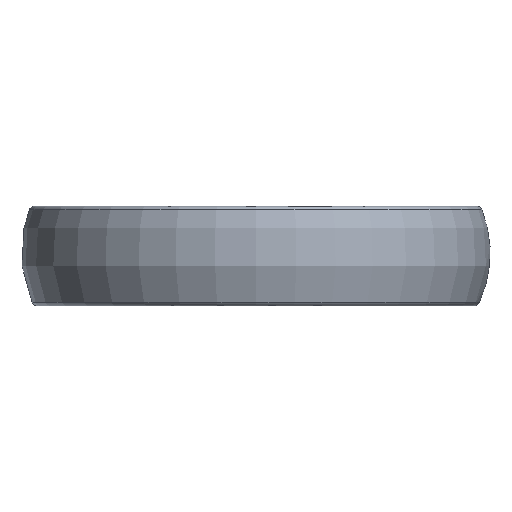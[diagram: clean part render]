
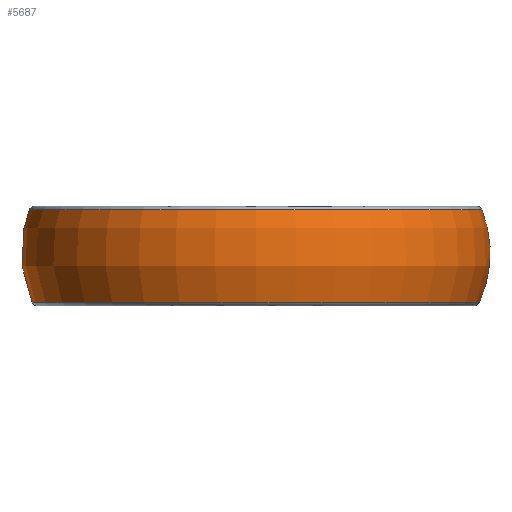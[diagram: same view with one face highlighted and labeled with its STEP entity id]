
A CAD part, front view. The second image highlights one B-rep face of the part: STEP entity #5687.
In plain terms, the highlighted face is a revolution surface.
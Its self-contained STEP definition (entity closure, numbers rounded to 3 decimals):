
#126 = TOROIDAL_SURFACE('',#127,18.832,0.5);
#127 = AXIS2_PLACEMENT_3D('',#128,#129,#130);
#128 = CARTESIAN_POINT('',(0.,0.,3.5));
#129 = DIRECTION('',(0.,0.,1.));
#130 = DIRECTION('',(1.,0.,0.));
#2227 = EDGE_CURVE('',#2228,#2228,#2230,.T.);
#2228 = VERTEX_POINT('',#2229);
#2229 = CARTESIAN_POINT('',(19.297,0.,
    3.684));
#2230 = SURFACE_CURVE('',#2231,(#2236,#2243),.PCURVE_S1.);
#2231 = CIRCLE('',#2232,19.297);
#2232 = AXIS2_PLACEMENT_3D('',#2233,#2234,#2235);
#2233 = CARTESIAN_POINT('',(0.,0.,3.684));
#2234 = DIRECTION('',(0.,0.,-1.));
#2235 = DIRECTION('',(1.,0.,0.));
#2236 = PCURVE('',#126,#2237);
#2237 = DEFINITIONAL_REPRESENTATION('',(#2238),#2242);
#2238 = LINE('',#2239,#2240);
#2239 = CARTESIAN_POINT('',(-0.,0.377));
#2240 = VECTOR('',#2241,1.);
#2241 = DIRECTION('',(-1.,0.));
#2242 = ( GEOMETRIC_REPRESENTATION_CONTEXT(2) 
PARAMETRIC_REPRESENTATION_CONTEXT() REPRESENTATION_CONTEXT('2D SPACE',''
  ) );
#2243 = PCURVE('',#2244,#2253);
#2244 = SURFACE_OF_REVOLUTION('',#2245,#2250);
#2245 = CIRCLE('',#2246,10.);
#2246 = AXIS2_PLACEMENT_3D('',#2247,#2248,#2249);
#2247 = CARTESIAN_POINT('',(10.,0.,0.));
#2248 = DIRECTION('',(0.,-1.,0.));
#2249 = DIRECTION('',(1.,0.,0.));
#2250 = AXIS1_PLACEMENT('',#2251,#2252);
#2251 = CARTESIAN_POINT('',(0.,0.,0.));
#2252 = DIRECTION('',(0.,0.,-1.));
#2253 = DEFINITIONAL_REPRESENTATION('',(#2254),#2258);
#2254 = LINE('',#2255,#2256);
#2255 = CARTESIAN_POINT('',(0.,6.66));
#2256 = VECTOR('',#2257,1.);
#2257 = DIRECTION('',(1.,0.));
#2258 = ( GEOMETRIC_REPRESENTATION_CONTEXT(2) 
PARAMETRIC_REPRESENTATION_CONTEXT() REPRESENTATION_CONTEXT('2D SPACE',''
  ) );
#5687 = ADVANCED_FACE('',(#5688),#2244,.F.);
#5688 = FACE_BOUND('',#5689,.F.);
#5689 = EDGE_LOOP('',(#5690,#5719,#5741,#5742));
#5690 = ORIENTED_EDGE('',*,*,#5691,.T.);
#5691 = EDGE_CURVE('',#5692,#5692,#5694,.T.);
#5692 = VERTEX_POINT('',#5693);
#5693 = CARTESIAN_POINT('',(19.07,0.,
    -4.211));
#5694 = SURFACE_CURVE('',#5695,(#5700,#5707),.PCURVE_S1.);
#5695 = CIRCLE('',#5696,19.07);
#5696 = AXIS2_PLACEMENT_3D('',#5697,#5698,#5699);
#5697 = CARTESIAN_POINT('',(0.,0.,-4.211));
#5698 = DIRECTION('',(0.,0.,-1.));
#5699 = DIRECTION('',(1.,0.,0.));
#5700 = PCURVE('',#2244,#5701);
#5701 = DEFINITIONAL_REPRESENTATION('',(#5702),#5706);
#5702 = LINE('',#5703,#5704);
#5703 = CARTESIAN_POINT('',(0.,5.849));
#5704 = VECTOR('',#5705,1.);
#5705 = DIRECTION('',(1.,0.));
#5706 = ( GEOMETRIC_REPRESENTATION_CONTEXT(2) 
PARAMETRIC_REPRESENTATION_CONTEXT() REPRESENTATION_CONTEXT('2D SPACE',''
  ) );
#5707 = PCURVE('',#5708,#5713);
#5708 = TOROIDAL_SURFACE('',#5709,18.617,0.5);
#5709 = AXIS2_PLACEMENT_3D('',#5710,#5711,#5712);
#5710 = CARTESIAN_POINT('',(0.,0.,-4.));
#5711 = DIRECTION('',(0.,0.,1.));
#5712 = DIRECTION('',(1.,0.,0.));
#5713 = DEFINITIONAL_REPRESENTATION('',(#5714),#5718);
#5714 = LINE('',#5715,#5716);
#5715 = CARTESIAN_POINT('',(0.,5.849));
#5716 = VECTOR('',#5717,1.);
#5717 = DIRECTION('',(-1.,0.));
#5718 = ( GEOMETRIC_REPRESENTATION_CONTEXT(2) 
PARAMETRIC_REPRESENTATION_CONTEXT() REPRESENTATION_CONTEXT('2D SPACE',''
  ) );
#5719 = ORIENTED_EDGE('',*,*,#5720,.T.);
#5720 = EDGE_CURVE('',#5692,#2228,#5721,.T.);
#5721 = SEAM_CURVE('',#5722,(#5727,#5734),.PCURVE_S1.);
#5722 = CIRCLE('',#5723,10.);
#5723 = AXIS2_PLACEMENT_3D('',#5724,#5725,#5726);
#5724 = CARTESIAN_POINT('',(10.,0.,0.));
#5725 = DIRECTION('',(0.,-1.,0.));
#5726 = DIRECTION('',(1.,0.,0.));
#5727 = PCURVE('',#2244,#5728);
#5728 = DEFINITIONAL_REPRESENTATION('',(#5729),#5733);
#5729 = LINE('',#5730,#5731);
#5730 = CARTESIAN_POINT('',(0.,0.));
#5731 = VECTOR('',#5732,1.);
#5732 = DIRECTION('',(0.,1.));
#5733 = ( GEOMETRIC_REPRESENTATION_CONTEXT(2) 
PARAMETRIC_REPRESENTATION_CONTEXT() REPRESENTATION_CONTEXT('2D SPACE',''
  ) );
#5734 = PCURVE('',#2244,#5735);
#5735 = DEFINITIONAL_REPRESENTATION('',(#5736),#5740);
#5736 = LINE('',#5737,#5738);
#5737 = CARTESIAN_POINT('',(6.283,0.));
#5738 = VECTOR('',#5739,1.);
#5739 = DIRECTION('',(0.,1.));
#5740 = ( GEOMETRIC_REPRESENTATION_CONTEXT(2) 
PARAMETRIC_REPRESENTATION_CONTEXT() REPRESENTATION_CONTEXT('2D SPACE',''
  ) );
#5741 = ORIENTED_EDGE('',*,*,#2227,.F.);
#5742 = ORIENTED_EDGE('',*,*,#5720,.F.);
